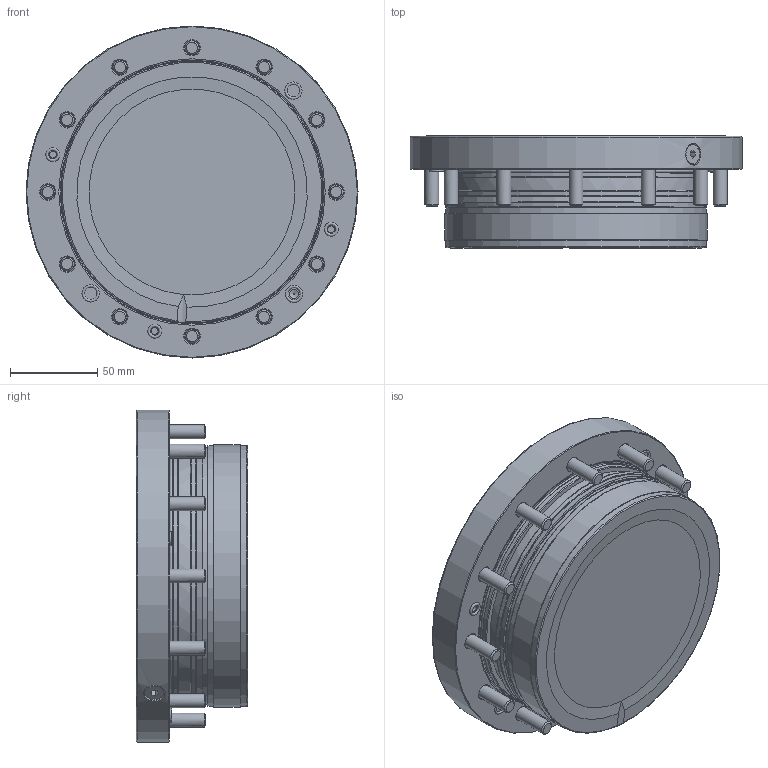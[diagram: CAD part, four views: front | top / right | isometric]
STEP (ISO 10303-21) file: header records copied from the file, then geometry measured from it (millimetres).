
FILE_DESCRIPTION (( 'STEP AP214' ), '1' );
FILE_NAME ('807 216 (055-065-03) STARK.classic 3 NG mit MD3.STEP', '2022-01-28T08:00:16', ( '' ), ( '' ), 'SwSTEP 2.0', 'SolidWorks 2021', '' );
FILE_SCHEMA (( 'AUTOMOTIVE_DESIGN' ));
Length unit declared in the file: millimetre
Products named in the file (1): 807 216 (055-065-03) STARK.classic 3 NG mit MD3
Bounding box: 190 x 64 x 190 mm (x, y, z)
Volume: 1246479.2 mm3; surface area: 119582.7 mm2
Topology: 1 solids, 34 shells, 517 faces, 1125 edges, 736 vertices
Faces by surface type: cylinder 211, plane 163, cone 80, torus 36, sphere 24, bspline 3
Full cylindrical faces by diameter (mm): 1 x1, 2.2 x12, 2.5 x2, 4 x3, 5 x1, 5.75 x3, 5.769 x1, 5.954 x1, 5.98 x1, 6.746 x1, 6.767 x1, 6.838 x1, 7.504 x1, 8 x12, 8.2 x12, 8.5 x12, 10 x3, 12 x2, 12.5 x2, 14 x3, 15 x15, 36.6 x2, 37 x1, 41.515 x1, 48 x1, 65 x1, 143.73 x3, 147 x1, 149.7 x3, 150 x2
Entity records: 19573 total; most frequent: CARTESIAN_POINT 5560, DIRECTION 2147, ORIENTED_EDGE 1514, AXIS2_PLACEMENT_3D 988, EDGE_LOOP 849, EDGE_CURVE 757, FACE_OUTER_BOUND 643, VERTEX_POINT 608
